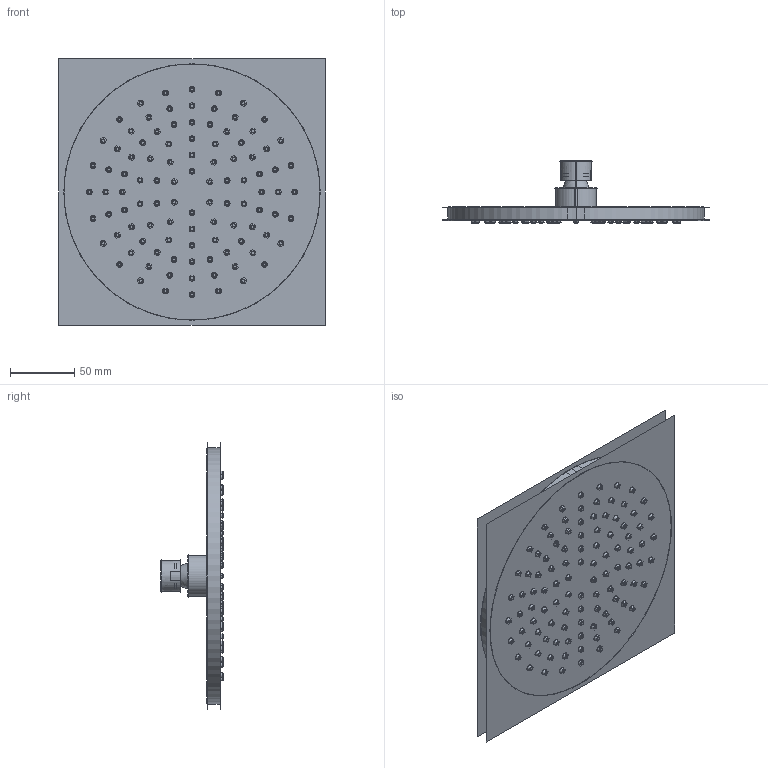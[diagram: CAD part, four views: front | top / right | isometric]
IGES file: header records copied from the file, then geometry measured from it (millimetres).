
Start section:  PTC IGES file: PX200-SS216310.igs
Global section: file name: PX200-SS216310.igs; native system: Pro/ENGINEER by Parametric Technology Corporation; preprocessor: 2004150; author: adrianoz; organization: Unknown; date: 201013.095230; units: millimetre
Bounding box: 208.14 x 48.66 x 208 mm (x, y, z)
Volume: 666821.3 mm3; surface area: 661693.7 mm2
Topology: 2 solids, 2 shells, 664 faces, 3964 edges, 5712 vertices
Faces by surface type: revolution 436, bspline 228
